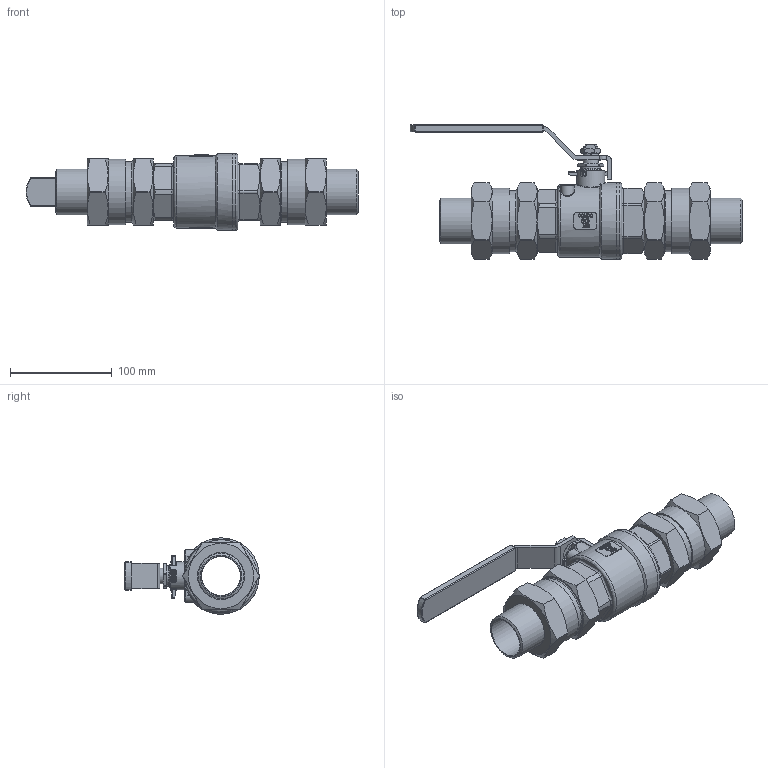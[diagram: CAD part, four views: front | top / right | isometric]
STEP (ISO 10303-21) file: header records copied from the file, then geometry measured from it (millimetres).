
FILE_DESCRIPTION((''),'2;1');
FILE_NAME('ФБ39 370 040 700.stp','2013-04-02T13:12:55',('��������'),(''),'Autodesk Inventor 2013','Autodesk Inventor 2013','');
FILE_SCHEMA(('AUTOMOTIVE_DESIGN { 1 0 10303 214 1 1 1 1 }'));
Length unit declared in the file: millimetre
Products named in the file (21): ФБ39 370 040 700; ФБ39 330 040 700; ФБ39 330 040 705; ФБ39 210 040 707; ФБ39 330 050 709; Шпиндель; ФБ39 330 040 708; ФБ39 330 040 716; Втулка резьбовая 330_050; ФБ39 330 050 710; ФБ39 330 050 711; Рукав330_050_700; ФБ39 330 050 704; ФБ39 330 050 703; ФБ39 330 050 702; Шайба 8 # ГОСТ 6402-70 Исполнение 1; Гайка M10 # ГОСТ 5916-70 Исполнение 1; ФБ39 330 050 707; ФБ39 370 040 702; ФБ39 370 040 704; ФБ39 170 040 703
Assembly tree (24 placements, depth 4):
  ФБ39 370 040 700
    ФБ39 330 040 700
      ФБ39 330 040 705
      ФБ39 210 040 707
      ФБ39 330 050 709
      Шпиндель
      ФБ39 330 040 708  x2
      ФБ39 330 040 716
      Втулка резьбовая 330_050
      ФБ39 330 050 710
        ФБ39 330 050 711
        Рукав330_050_700
      ФБ39 330 050 704
      ФБ39 330 050 703
      ФБ39 330 050 702
      Шайба 8 # ГОСТ 6402-70 Исполнение 1
      Гайка M10 # ГОСТ 5916-70 Исполнение 1
      ФБ39 330 050 707
    ФБ39 370 040 702  x2
    ФБ39 370 040 704  x2
    ФБ39 170 040 703  x2
Bounding box: 326.38 x 132.03 x 75 mm (x, y, z)
Volume: 590184.8 mm3; surface area: 241560.1 mm2
Topology: 22 solids, 22 shells, 875 faces, 2143 edges, 1351 vertices
Faces by surface type: plane 369, cylinder 217, bspline 161, cone 71, torus 40, sphere 17
Full cylindrical faces by diameter (mm): 6 x2, 8.377 x1, 15 x6, 16 x1, 19 x1, 19.5 x1, 20 x2, 20.917 x1, 21 x3, 22 x1, 28 x1, 38 x3, 39 x4, 40 x2, 44.845 x2, 45 x2, 46 x2, 47.803 x2, 52 x2, 56 x6, 57.835 x2, 60 x2, 60.5 x2, 61 x1, 62.835 x1, 64 x2, 65 x2, 66 x1, 71 x1, 72 x2
Entity records: 25869 total; most frequent: CARTESIAN_POINT 7906, ORIENTED_EDGE 3652, DIRECTION 3266, EDGE_CURVE 1826, VERTEX_POINT 1213, AXIS2_PLACEMENT_3D 1190, EDGE_LOOP 999, VECTOR 886
